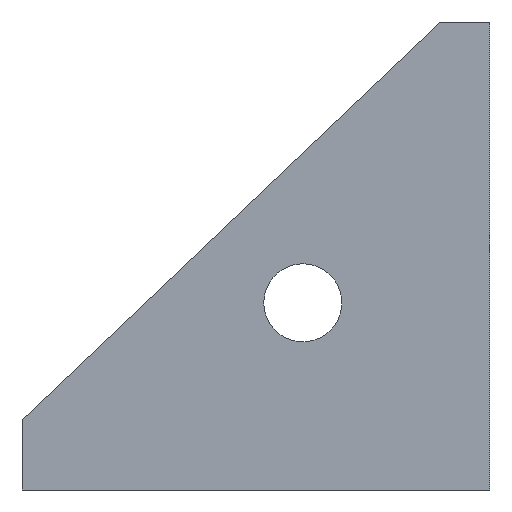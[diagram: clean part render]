
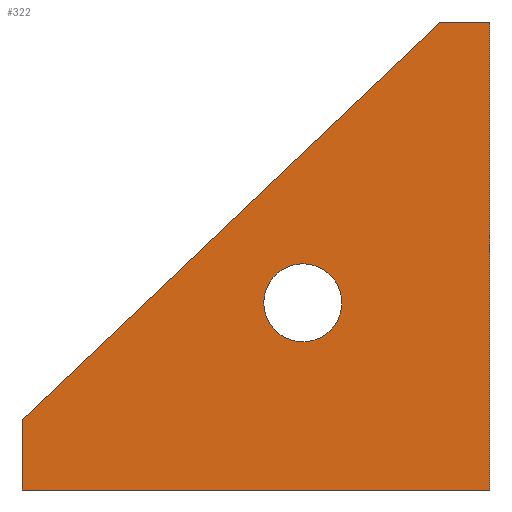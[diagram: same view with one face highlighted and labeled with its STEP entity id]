
A CAD part, front view. The second image highlights one B-rep face of the part: STEP entity #322.
In plain terms, the highlighted planar face has unit normal (0, -1, 0).
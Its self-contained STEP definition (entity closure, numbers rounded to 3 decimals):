
#23=FACE_BOUND('',#78,.T.);
#35=PLANE('',#363);
#52=FACE_OUTER_BOUND('',#77,.T.);
#77=EDGE_LOOP('',(#290,#291,#292,#293,#294));
#78=EDGE_LOOP('',(#295));
#97=LINE('',#504,#128);
#101=LINE('',#517,#132);
#105=LINE('',#524,#136);
#107=LINE('',#528,#138);
#110=LINE('',#533,#141);
#128=VECTOR('',#417,10.);
#132=VECTOR('',#431,10.);
#136=VECTOR('',#437,10.);
#138=VECTOR('',#441,10.);
#141=VECTOR('',#446,10.);
#151=CIRCLE('',#356,2.5);
#169=VERTEX_POINT('',#501);
#170=VERTEX_POINT('',#503);
#171=VERTEX_POINT('',#507);
#173=VERTEX_POINT('',#515);
#174=VERTEX_POINT('',#516);
#177=VERTEX_POINT('',#527);
#203=EDGE_CURVE('',#169,#170,#97,.T.);
#206=EDGE_CURVE('',#171,#171,#151,.T.);
#209=EDGE_CURVE('',#173,#174,#101,.T.);
#213=EDGE_CURVE('',#174,#170,#105,.T.);
#215=EDGE_CURVE('',#177,#169,#107,.T.);
#218=EDGE_CURVE('',#177,#173,#110,.T.);
#290=ORIENTED_EDGE('',*,*,#218,.T.);
#291=ORIENTED_EDGE('',*,*,#209,.T.);
#292=ORIENTED_EDGE('',*,*,#213,.T.);
#293=ORIENTED_EDGE('',*,*,#203,.F.);
#294=ORIENTED_EDGE('',*,*,#215,.F.);
#295=ORIENTED_EDGE('',*,*,#206,.T.);
#322=ADVANCED_FACE('',(#52,#23),#35,.T.);
#356=AXIS2_PLACEMENT_3D('',#509,#422,#423);
#363=AXIS2_PLACEMENT_3D('',#535,#448,#449);
#417=DIRECTION('',(0.725,0.,0.689));
#422=DIRECTION('center_axis',(0.,1.,0.));
#423=DIRECTION('ref_axis',(-1.,0.,0.));
#431=DIRECTION('',(0.,0.,1.));
#437=DIRECTION('',(-1.,0.,0.));
#441=DIRECTION('',(0.,0.,1.));
#446=DIRECTION('',(1.,0.,0.));
#448=DIRECTION('center_axis',(0.,-1.,0.));
#449=DIRECTION('ref_axis',(1.,0.,0.));
#501=CARTESIAN_POINT('',(0.,-18.,4.5));
#503=CARTESIAN_POINT('',(26.836,-18.,30.));
#504=CARTESIAN_POINT('',(0.,-18.,4.5));
#507=CARTESIAN_POINT('',(20.5,-18.,12.));
#509=CARTESIAN_POINT('Origin',(18.,-18.,12.));
#515=CARTESIAN_POINT('',(30.,-18.,0.));
#516=CARTESIAN_POINT('',(30.,-18.,30.));
#517=CARTESIAN_POINT('',(30.,-18.,0.));
#524=CARTESIAN_POINT('',(30.,-18.,30.));
#527=CARTESIAN_POINT('',(0.,-18.,0.));
#528=CARTESIAN_POINT('',(0.,-18.,0.));
#533=CARTESIAN_POINT('',(0.,-18.,0.));
#535=CARTESIAN_POINT('Origin',(15.,-18.,15.));
